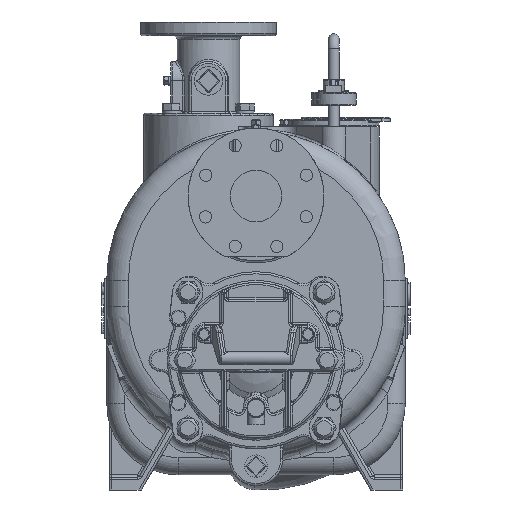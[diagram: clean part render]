
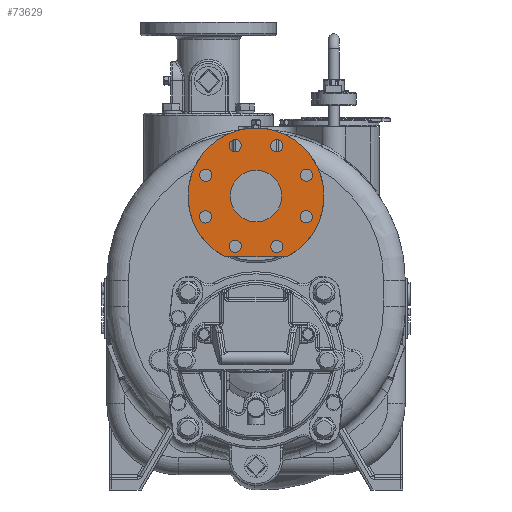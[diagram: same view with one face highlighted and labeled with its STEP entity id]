
A CAD part, front view. The second image highlights one B-rep face of the part: STEP entity #73629.
In plain terms, the highlighted planar face has unit normal (0, -1, 0).
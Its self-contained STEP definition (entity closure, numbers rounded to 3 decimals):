
#3842=CIRCLE('',#78583,9.);
#3843=CIRCLE('',#78585,9.);
#3844=CIRCLE('',#78587,9.);
#3845=CIRCLE('',#78589,9.);
#3846=CIRCLE('',#78591,9.);
#3847=CIRCLE('',#78593,9.);
#3848=CIRCLE('',#78595,9.);
#3849=CIRCLE('',#78597,9.);
#3913=CIRCLE('',#78731,38.1);
#3914=CIRCLE('',#78732,99.949);
#17133=ORIENTED_EDGE('',*,*,#26317,.F.);
#17134=ORIENTED_EDGE('',*,*,#26318,.F.);
#17135=ORIENTED_EDGE('',*,*,#26319,.F.);
#17136=ORIENTED_EDGE('',*,*,#26320,.F.);
#17137=ORIENTED_EDGE('',*,*,#26321,.F.);
#17138=ORIENTED_EDGE('',*,*,#26322,.F.);
#17139=ORIENTED_EDGE('',*,*,#26323,.F.);
#17140=ORIENTED_EDGE('',*,*,#26324,.F.);
#17141=ORIENTED_EDGE('',*,*,#26595,.F.);
#17142=ORIENTED_EDGE('',*,*,#26596,.T.);
#17143=ORIENTED_EDGE('',*,*,#26328,.F.);
#26317=EDGE_CURVE('',#31834,#31834,#3842,.T.);
#26318=EDGE_CURVE('',#31835,#31835,#3843,.T.);
#26319=EDGE_CURVE('',#31836,#31836,#3844,.T.);
#26320=EDGE_CURVE('',#31837,#31837,#3845,.T.);
#26321=EDGE_CURVE('',#31838,#31838,#3846,.T.);
#26322=EDGE_CURVE('',#31839,#31839,#3847,.T.);
#26323=EDGE_CURVE('',#31840,#31840,#3848,.T.);
#26324=EDGE_CURVE('',#31841,#31841,#3849,.T.);
#26328=EDGE_CURVE('',#31844,#31845,#36006,.T.);
#26595=EDGE_CURVE('',#32044,#32044,#3913,.T.);
#26596=EDGE_CURVE('',#31844,#31845,#3914,.T.);
#31834=VERTEX_POINT('',#116375);
#31835=VERTEX_POINT('',#116378);
#31836=VERTEX_POINT('',#116381);
#31837=VERTEX_POINT('',#116384);
#31838=VERTEX_POINT('',#116387);
#31839=VERTEX_POINT('',#116390);
#31840=VERTEX_POINT('',#116393);
#31841=VERTEX_POINT('',#116396);
#31844=VERTEX_POINT('',#116420);
#31845=VERTEX_POINT('',#116421);
#32044=VERTEX_POINT('',#117323);
#36006=LINE('',#116419,#39733);
#39733=VECTOR('',#91712,1000.);
#43169=EDGE_LOOP('',(#17133));
#43170=EDGE_LOOP('',(#17134));
#43171=EDGE_LOOP('',(#17135));
#43172=EDGE_LOOP('',(#17136));
#43173=EDGE_LOOP('',(#17137));
#43174=EDGE_LOOP('',(#17138));
#43175=EDGE_LOOP('',(#17139));
#43176=EDGE_LOOP('',(#17140));
#43177=EDGE_LOOP('',(#17141));
#43178=EDGE_LOOP('',(#17142,#17143));
#46779=FACE_BOUND('',#43169,.T.);
#46780=FACE_BOUND('',#43170,.T.);
#46781=FACE_BOUND('',#43171,.T.);
#46782=FACE_BOUND('',#43172,.T.);
#46783=FACE_BOUND('',#43173,.T.);
#46784=FACE_BOUND('',#43174,.T.);
#46785=FACE_BOUND('',#43175,.T.);
#46786=FACE_BOUND('',#43176,.T.);
#46787=FACE_BOUND('',#43177,.T.);
#46788=FACE_BOUND('',#43178,.T.);
#48718=PLANE('',#78730);
#73629=ADVANCED_FACE('',(#46779,#46780,#46781,#46782,#46783,#46784,#46785,
#46786,#46787,#46788),#48718,.F.);
#78583=AXIS2_PLACEMENT_3D('',#116374,#91676,#91677);
#78585=AXIS2_PLACEMENT_3D('',#116377,#91680,#91681);
#78587=AXIS2_PLACEMENT_3D('',#116380,#91684,#91685);
#78589=AXIS2_PLACEMENT_3D('',#116383,#91688,#91689);
#78591=AXIS2_PLACEMENT_3D('',#116386,#91692,#91693);
#78593=AXIS2_PLACEMENT_3D('',#116389,#91696,#91697);
#78595=AXIS2_PLACEMENT_3D('',#116392,#91700,#91701);
#78597=AXIS2_PLACEMENT_3D('',#116395,#91704,#91705);
#78730=AXIS2_PLACEMENT_3D('',#117321,#92117,#92118);
#78731=AXIS2_PLACEMENT_3D('',#117322,#92119,#92120);
#78732=AXIS2_PLACEMENT_3D('',#117324,#92121,#92122);
#91676=DIRECTION('',(0.,-1.,0.));
#91677=DIRECTION('',(0.707,0.,0.707));
#91680=DIRECTION('',(0.,-1.,0.));
#91681=DIRECTION('',(0.,0.,1.));
#91684=DIRECTION('',(0.,-1.,0.));
#91685=DIRECTION('',(-0.707,0.,0.707));
#91688=DIRECTION('',(0.,-1.,0.));
#91689=DIRECTION('',(-1.,0.,0.));
#91692=DIRECTION('',(0.,-1.,0.));
#91693=DIRECTION('',(-0.707,0.,-0.707));
#91696=DIRECTION('',(0.,-1.,0.));
#91697=DIRECTION('',(0.,0.,-1.));
#91700=DIRECTION('',(0.,-1.,0.));
#91701=DIRECTION('',(0.707,0.,-0.707));
#91704=DIRECTION('',(0.,-1.,0.));
#91705=DIRECTION('',(1.,0.,0.));
#91712=DIRECTION('',(-1.,0.,0.));
#92117=DIRECTION('',(0.,1.,0.));
#92118=DIRECTION('',(0.,0.,-1.));
#92119=DIRECTION('',(0.,-1.,0.));
#92120=DIRECTION('',(0.,0.,1.));
#92121=DIRECTION('',(0.,-1.,0.));
#92122=DIRECTION('',(0.,0.,1.));
#116374=CARTESIAN_POINT('',(30.619,-293.802,315.22));
#116375=CARTESIAN_POINT('',(36.982,-293.802,321.584));
#116377=CARTESIAN_POINT('',(-30.619,-293.802,315.22));
#116378=CARTESIAN_POINT('',(-30.619,-293.802,324.22));
#116380=CARTESIAN_POINT('',(-73.92,-293.802,271.919));
#116381=CARTESIAN_POINT('',(-80.284,-293.802,278.282));
#116383=CARTESIAN_POINT('',(-73.92,-293.802,210.681));
#116384=CARTESIAN_POINT('',(-82.92,-293.802,210.681));
#116386=CARTESIAN_POINT('',(-30.619,-293.802,167.38));
#116387=CARTESIAN_POINT('',(-36.982,-293.802,161.016));
#116389=CARTESIAN_POINT('',(30.619,-293.802,167.38));
#116390=CARTESIAN_POINT('',(30.619,-293.802,158.38));
#116392=CARTESIAN_POINT('',(73.92,-293.802,210.681));
#116393=CARTESIAN_POINT('',(80.284,-293.802,204.318));
#116395=CARTESIAN_POINT('',(73.92,-293.802,271.919));
#116396=CARTESIAN_POINT('',(82.92,-293.802,271.919));
#116419=CARTESIAN_POINT('',(112.391,-293.802,152.4));
#116420=CARTESIAN_POINT('',(45.679,-293.802,152.4));
#116421=CARTESIAN_POINT('',(-45.679,-293.802,152.4));
#117321=CARTESIAN_POINT('',(0.,-293.802,341.249));
#117322=CARTESIAN_POINT('',(0.,-293.802,241.3));
#117323=CARTESIAN_POINT('',(0.,-293.802,279.4));
#117324=CARTESIAN_POINT('',(0.,-293.802,241.3));
